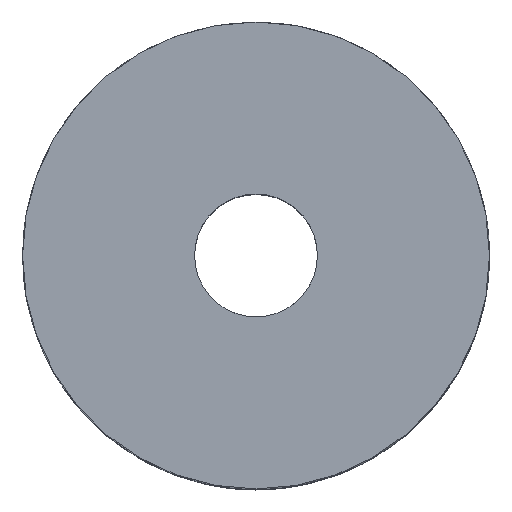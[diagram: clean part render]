
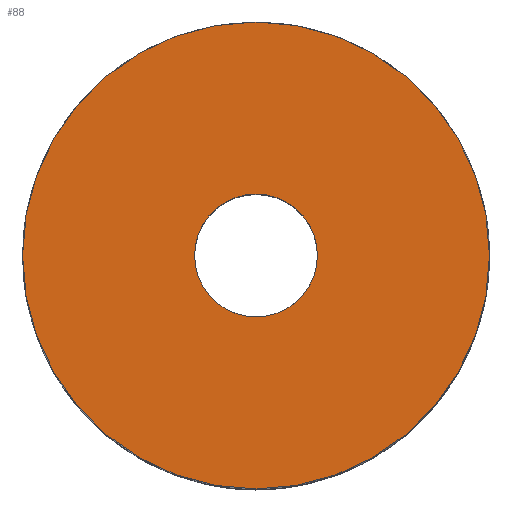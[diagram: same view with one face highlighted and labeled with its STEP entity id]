
A CAD part, top view. The second image highlights one B-rep face of the part: STEP entity #88.
In plain terms, the highlighted planar face has unit normal (0, 0, 1).
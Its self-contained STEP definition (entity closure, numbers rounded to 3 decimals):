
#54 = DIRECTION ( 'NONE',  ( 1., 0., 0. ) ) ;
#88 = ADVANCED_FACE ( 'NONE', ( #201, #908 ), #1662, .T. ) ;
#101 = CARTESIAN_POINT ( 'NONE',  ( 0., 0., 25. ) ) ;
#187 = EDGE_CURVE ( 'NONE', #922, #1782, #1640, .T. ) ;
#201 = FACE_OUTER_BOUND ( 'NONE', #1125, .T. ) ;
#235 = AXIS2_PLACEMENT_3D ( 'NONE', #541, #1991, #746 ) ;
#531 = ORIENTED_EDGE ( 'NONE', *, *, #1361, .T. ) ;
#541 = CARTESIAN_POINT ( 'NONE',  ( 0., 0., 25. ) ) ;
#552 = CARTESIAN_POINT ( 'NONE',  ( 0., 0., 25. ) ) ;
#746 = DIRECTION ( 'NONE',  ( 1., 0., 0. ) ) ;
#865 = CARTESIAN_POINT ( 'NONE',  ( 9.5, 0., 25. ) ) ;
#908 = FACE_BOUND ( 'NONE', #2314, .T. ) ;
#922 = VERTEX_POINT ( 'NONE', #1354 ) ;
#954 = AXIS2_PLACEMENT_3D ( 'NONE', #2277, #1895, #1004 ) ;
#965 = EDGE_CURVE ( 'NONE', #1665, #1802, #2087, .T. ) ;
#1004 = DIRECTION ( 'NONE',  ( 1., 0., 0. ) ) ;
#1028 = CIRCLE ( 'NONE', #1268, 2.5 ) ;
#1069 = AXIS2_PLACEMENT_3D ( 'NONE', #552, #1459, #1631 ) ;
#1125 = EDGE_LOOP ( 'NONE', ( #2050, #531 ) ) ;
#1140 = CIRCLE ( 'NONE', #954, 9.5 ) ;
#1164 = AXIS2_PLACEMENT_3D ( 'NONE', #101, #1882, #54 ) ;
#1200 = EDGE_CURVE ( 'NONE', #1802, #1665, #1028, .T. ) ;
#1244 = DIRECTION ( 'NONE',  ( 0., 0., 1. ) ) ;
#1266 = DIRECTION ( 'NONE',  ( 1., 0., 0. ) ) ;
#1268 = AXIS2_PLACEMENT_3D ( 'NONE', #1964, #1244, #1266 ) ;
#1354 = CARTESIAN_POINT ( 'NONE',  ( -9.5, 0., 25. ) ) ;
#1361 = EDGE_CURVE ( 'NONE', #1782, #922, #1140, .T. ) ;
#1459 = DIRECTION ( 'NONE',  ( 0., 0., 1. ) ) ;
#1631 = DIRECTION ( 'NONE',  ( 1., 0., 0. ) ) ;
#1640 = CIRCLE ( 'NONE', #235, 9.5 ) ;
#1662 = PLANE ( 'NONE',  #1069 ) ;
#1665 = VERTEX_POINT ( 'NONE', #2269 ) ;
#1782 = VERTEX_POINT ( 'NONE', #865 ) ;
#1802 = VERTEX_POINT ( 'NONE', #2271 ) ;
#1882 = DIRECTION ( 'NONE',  ( 0., 0., 1. ) ) ;
#1895 = DIRECTION ( 'NONE',  ( 0., 0., 1. ) ) ;
#1964 = CARTESIAN_POINT ( 'NONE',  ( 0., 0., 25. ) ) ;
#1991 = DIRECTION ( 'NONE',  ( 0., 0., 1. ) ) ;
#2025 = ORIENTED_EDGE ( 'NONE', *, *, #965, .F. ) ;
#2050 = ORIENTED_EDGE ( 'NONE', *, *, #187, .T. ) ;
#2087 = CIRCLE ( 'NONE', #1164, 2.5 ) ;
#2269 = CARTESIAN_POINT ( 'NONE',  ( -2.5, 0., 25. ) ) ;
#2271 = CARTESIAN_POINT ( 'NONE',  ( 2.5, 0., 25. ) ) ;
#2277 = CARTESIAN_POINT ( 'NONE',  ( 0., 0., 25. ) ) ;
#2298 = ORIENTED_EDGE ( 'NONE', *, *, #1200, .F. ) ;
#2314 = EDGE_LOOP ( 'NONE', ( #2298, #2025 ) ) ;
